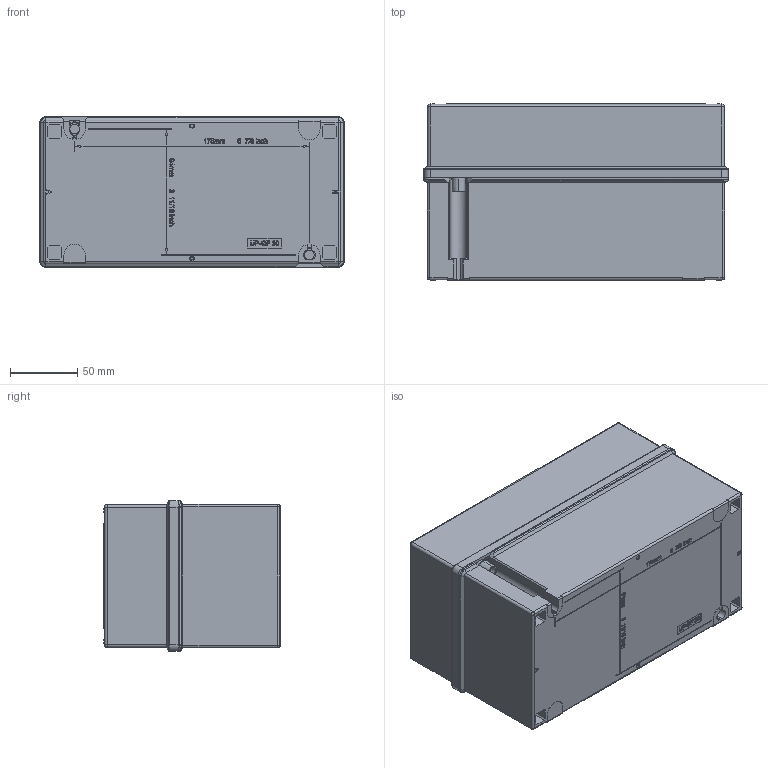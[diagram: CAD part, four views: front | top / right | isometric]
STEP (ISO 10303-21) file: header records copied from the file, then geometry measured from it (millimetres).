
FILE_DESCRIPTION (( 'STEP AP203' ), '1' );
FILE_NAME ('8146-_242.STEP', '2014-10-13T12:29:55', ( '' ), ( '' ), 'SwSTEP 2.0', 'SolidWorks 2014', '' );
FILE_SCHEMA (( 'CONFIG_CONTROL_DESIGN' ));
Length unit declared in the file: millimetre
Products named in the file (8): 81_469_66_04_0_3d export; 81_469_88_05_0; 81_460_08_07_0_3d export; 509_642_0; 509_642_0_1_montiert; 8146-_242
Assembly tree (10 placements, depth 3):
  8146-_242
    81_469_66_04_0_3d export
      81_469_66_04_0_3d export
    81_460_08_07_0_3d export
      81_469_88_05_0
    509_642_0  x4
      509_642_0
      509_642_0_1_montiert
Bounding box: 227 x 131.3 x 112.5 mm (x, y, z)
Volume: 558927.5 mm3; surface area: 301861.5 mm2
Topology: 10 solids, 10 shells, 1741 faces, 4445 edges, 2853 vertices
Faces by surface type: plane 937, bspline 399, cylinder 243, cone 87, torus 63, sphere 12
Entity records: 71095 total; most frequent: CARTESIAN_POINT 33642, ORIENTED_EDGE 8278, DIRECTION 6219, EDGE_CURVE 4139, VERTEX_POINT 2667, VECTOR 2657, LINE 2657, AXIS2_PLACEMENT_3D 1781
